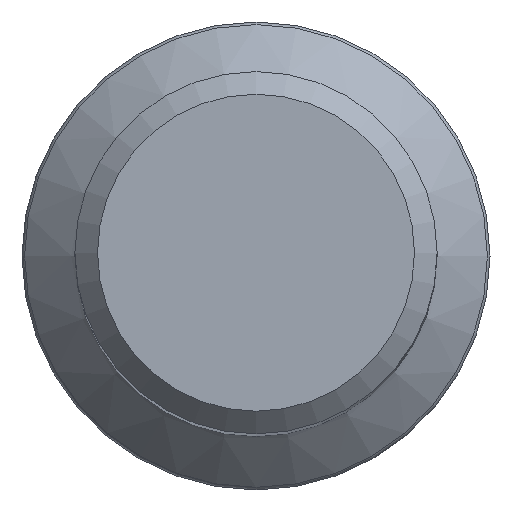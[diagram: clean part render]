
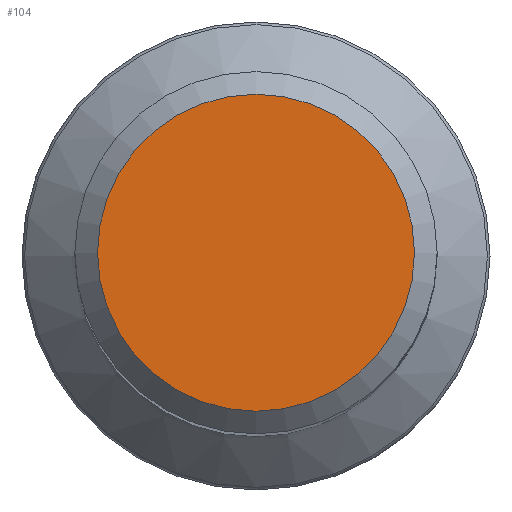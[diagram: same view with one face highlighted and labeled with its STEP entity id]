
A CAD part, top view. The second image highlights one B-rep face of the part: STEP entity #104.
In plain terms, the highlighted planar face has unit normal (0, 0, 1).
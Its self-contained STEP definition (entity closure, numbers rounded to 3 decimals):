
#104=ADVANCED_FACE('',(#116),#114,.F.);
#114=PLANE('',#233);
#116=FACE_OUTER_BOUND('',#130,.T.);
#130=EDGE_LOOP('',(#158));
#158=ORIENTED_EDGE('',*,*,#196,.T.);
#180=VERTEX_POINT('',#333);
#196=EDGE_CURVE('',#180,#180,#210,.T.);
#210=CIRCLE('',#232,7.);
#232=AXIS2_PLACEMENT_3D('',#332,#278,#279);
#233=AXIS2_PLACEMENT_3D('',#334,#280,#281);
#278=DIRECTION('',(0.,0.,1.));
#279=DIRECTION('',(-1.,0.,0.));
#280=DIRECTION('',(0.,0.,-1.));
#281=DIRECTION('',(-1.,0.,0.));
#332=CARTESIAN_POINT('',(0.,0.,0.));
#333=CARTESIAN_POINT('',(-7.,0.,0.));
#334=CARTESIAN_POINT('',(0.,-8.,0.));
